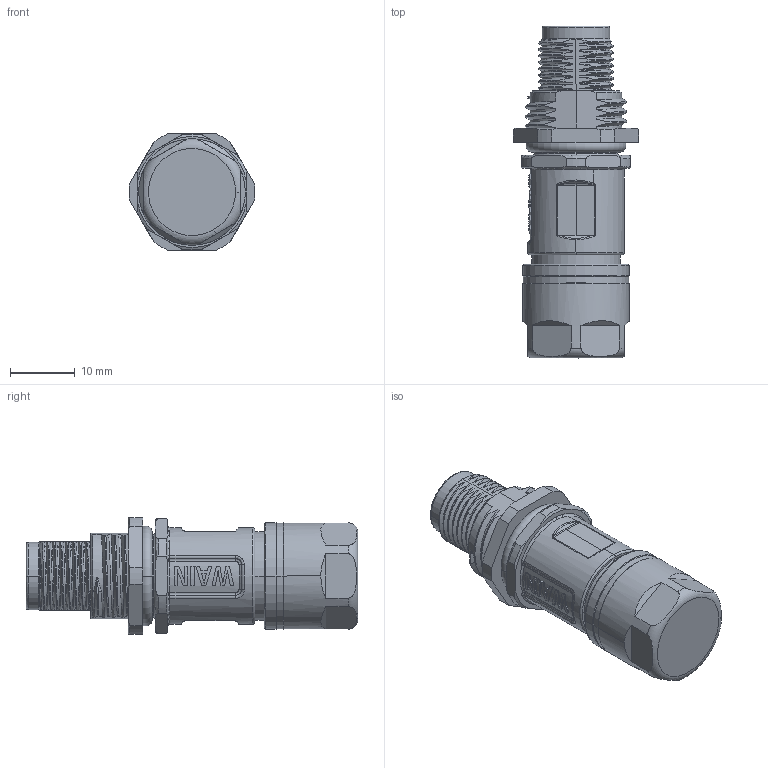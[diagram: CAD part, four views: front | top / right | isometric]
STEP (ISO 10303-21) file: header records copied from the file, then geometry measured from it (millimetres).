
FILE_DESCRIPTION((''),'2;1');
FILE_NAME('M12-MC08X-CCT_R-M16-D8-SH','2021-05-31T',('gy.ye'),(''),'PRO/ENGINEER BY PARAMETRIC TECHNOLOGY CORPORATION, 2012480','PRO/ENGINEER BY PARAMETRIC TECHNOLOGY CORPORATION, 2012480','');
FILE_SCHEMA(('CONFIG_CONTROL_DESIGN'));
Products named in the file (1): M12-MC08X-CCT_R-M16-D8-SH
Bounding box: 19.48 x 51.44 x 18 mm (x, y, z)
Volume: 8106.8 mm3; surface area: 7355.8 mm2
Topology: 1 solids, 1 shells, 1083 faces, 3027 edges, 1932 vertices
Faces by surface type: cylinder 396, plane 308, bspline 197, torus 103, cone 57, sphere 22
Entity records: 58701 total; most frequent: CARTESIAN_POINT 26490, ORIENTED_EDGE 5990, DIRECTION 4895, EDGE_CURVE 2995, VERTEX_POINT 1932, AXIS2_PLACEMENT_3D 1836, VECTOR 1223, LINE 1223
